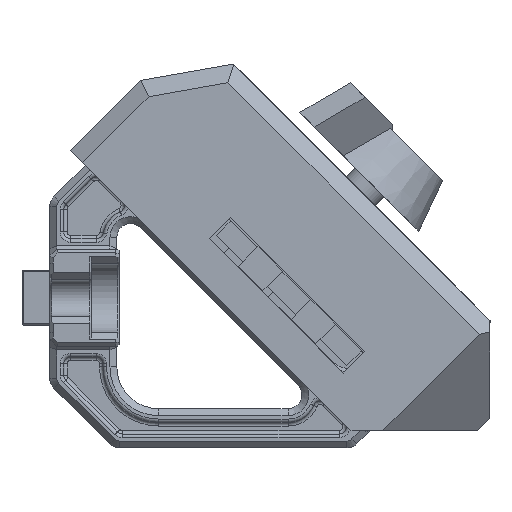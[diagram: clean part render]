
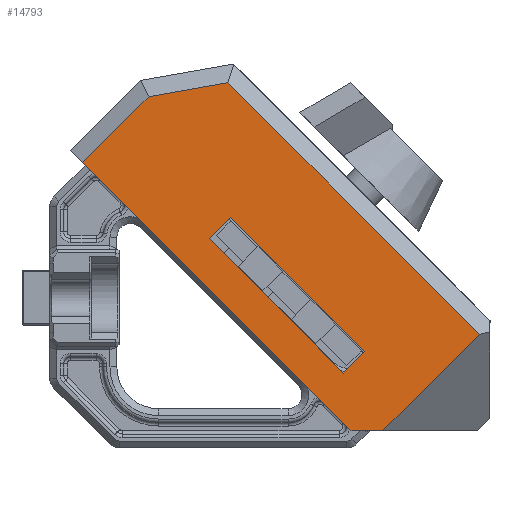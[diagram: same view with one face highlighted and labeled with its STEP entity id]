
A CAD part, left-side view. The second image highlights one B-rep face of the part: STEP entity #14793.
In plain terms, the highlighted planar face has unit normal (-1, 0, 0).
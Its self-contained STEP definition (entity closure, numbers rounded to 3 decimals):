
#228=FACE_BOUND('',#2722,.T.);
#712=PLANE('',#16151);
#1817=FACE_OUTER_BOUND('',#2721,.T.);
#2721=EDGE_LOOP('',(#13453,#13454,#13455,#13456,#13457,#13458));
#2722=EDGE_LOOP('',(#13459,#13460,#13461,#13462));
#4065=LINE('',#25518,#5577);
#4068=LINE('',#25524,#5580);
#4071=LINE('',#25530,#5583);
#4074=LINE('',#25534,#5586);
#4181=LINE('',#25947,#5693);
#4189=LINE('',#25961,#5701);
#4195=LINE('',#25978,#5707);
#4197=LINE('',#25982,#5709);
#4201=LINE('',#25987,#5713);
#4215=LINE('',#26016,#5727);
#5577=VECTOR('',#19613,1000.);
#5580=VECTOR('',#19618,1000.);
#5583=VECTOR('',#19623,1000.);
#5586=VECTOR('',#19628,1000.);
#5693=VECTOR('',#19899,1000.);
#5701=VECTOR('',#19911,1000.);
#5707=VECTOR('',#19929,1000.);
#5709=VECTOR('',#19933,1000.);
#5713=VECTOR('',#19939,1000.);
#5727=VECTOR('',#19973,1000.);
#7448=VERTEX_POINT('',#25515);
#7449=VERTEX_POINT('',#25517);
#7451=VERTEX_POINT('',#25523);
#7453=VERTEX_POINT('',#25529);
#7500=VERTEX_POINT('',#25944);
#7501=VERTEX_POINT('',#25946);
#7505=VERTEX_POINT('',#25960);
#7509=VERTEX_POINT('',#25975);
#7510=VERTEX_POINT('',#25977);
#7511=VERTEX_POINT('',#25981);
#9365=EDGE_CURVE('',#7449,#7448,#4065,.T.);
#9368=EDGE_CURVE('',#7451,#7449,#4068,.T.);
#9371=EDGE_CURVE('',#7453,#7451,#4071,.T.);
#9374=EDGE_CURVE('',#7448,#7453,#4074,.T.);
#9497=EDGE_CURVE('',#7501,#7500,#4181,.T.);
#9505=EDGE_CURVE('',#7501,#7505,#4189,.T.);
#9511=EDGE_CURVE('',#7509,#7510,#4195,.T.);
#9513=EDGE_CURVE('',#7510,#7511,#4197,.T.);
#9517=EDGE_CURVE('',#7511,#7500,#4201,.T.);
#9531=EDGE_CURVE('',#7505,#7509,#4215,.T.);
#13453=ORIENTED_EDGE('',*,*,#9497,.T.);
#13454=ORIENTED_EDGE('',*,*,#9517,.F.);
#13455=ORIENTED_EDGE('',*,*,#9513,.F.);
#13456=ORIENTED_EDGE('',*,*,#9511,.F.);
#13457=ORIENTED_EDGE('',*,*,#9531,.F.);
#13458=ORIENTED_EDGE('',*,*,#9505,.F.);
#13459=ORIENTED_EDGE('',*,*,#9365,.T.);
#13460=ORIENTED_EDGE('',*,*,#9374,.T.);
#13461=ORIENTED_EDGE('',*,*,#9371,.T.);
#13462=ORIENTED_EDGE('',*,*,#9368,.T.);
#14793=ADVANCED_FACE('',(#1817,#228),#712,.F.);
#16151=AXIS2_PLACEMENT_3D('',#26017,#19974,#19975);
#19613=DIRECTION('',(0.,0.,1.));
#19618=DIRECTION('',(0.,1.,0.));
#19623=DIRECTION('',(0.,0.,-1.));
#19628=DIRECTION('',(0.,-1.,0.));
#19899=DIRECTION('',(0.,0.,1.));
#19911=DIRECTION('',(0.,0.707,-0.707));
#19929=DIRECTION('',(0.,0.,1.));
#19933=DIRECTION('',(0.,-0.574,0.819));
#19939=DIRECTION('',(0.,-1.,0.));
#19973=DIRECTION('',(0.,1.,0.));
#19974=DIRECTION('center_axis',(1.,0.,0.));
#19975=DIRECTION('ref_axis',(0.,1.,0.));
#25515=CARTESIAN_POINT('',(0.,35.4,0.3));
#25517=CARTESIAN_POINT('',(0.,35.4,-4.1));
#25518=CARTESIAN_POINT('',(0.,35.4,-0.3));
#25523=CARTESIAN_POINT('',(0.,8.1,-4.1));
#25524=CARTESIAN_POINT('',(0.,15.8,-4.1));
#25529=CARTESIAN_POINT('',(0.,8.1,0.3));
#25530=CARTESIAN_POINT('',(0.,8.1,1.9));
#25534=CARTESIAN_POINT('',(0.,29.45,0.3));
#25944=CARTESIAN_POINT('',(0.,-1.842,13.7));
#25946=CARTESIAN_POINT('',(0.,-1.842,-5.948));
#25947=CARTESIAN_POINT('',(0.,-1.842,9.85));
#25960=CARTESIAN_POINT('',(0.,1.41,-9.2));
#25961=CARTESIAN_POINT('',(0.,-11.486,3.696));
#25975=CARTESIAN_POINT('',(0.,55.986,-9.2));
#25977=CARTESIAN_POINT('',(0.,55.986,4.272));
#25978=CARTESIAN_POINT('',(0.,55.986,-2.85));
#25981=CARTESIAN_POINT('',(0.,49.384,13.7));
#25982=CARTESIAN_POINT('',(0.,51.049,11.322));
#25987=CARTESIAN_POINT('',(0.,37.093,13.7));
#26016=CARTESIAN_POINT('',(0.,-11.486,-9.2));
#26017=CARTESIAN_POINT('Origin',(0.,23.5,3.5));
